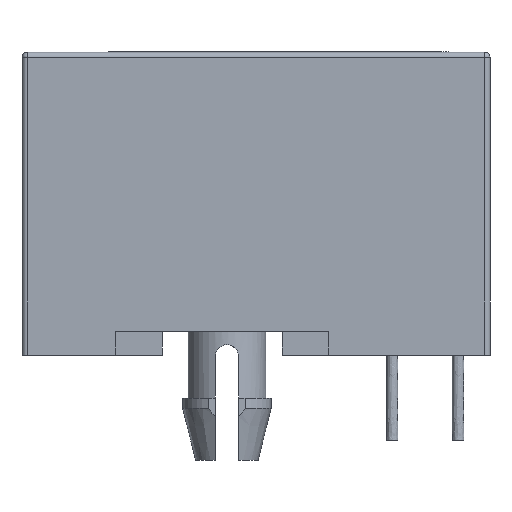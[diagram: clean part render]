
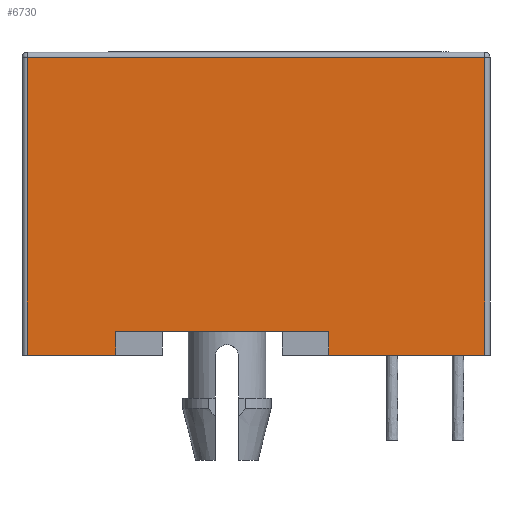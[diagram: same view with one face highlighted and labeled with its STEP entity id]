
A CAD part, front view. The second image highlights one B-rep face of the part: STEP entity #6730.
In plain terms, the highlighted face is planar.
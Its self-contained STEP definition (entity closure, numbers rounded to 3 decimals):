
#1175=ORIENTED_EDGE('',*,*,#2557,.T.);
#1176=ORIENTED_EDGE('',*,*,#2669,.F.);
#1177=ORIENTED_EDGE('',*,*,#2676,.F.);
#1178=ORIENTED_EDGE('',*,*,#2682,.T.);
#1179=ORIENTED_EDGE('',*,*,#2883,.T.);
#1180=ORIENTED_EDGE('',*,*,#2884,.F.);
#1181=ORIENTED_EDGE('',*,*,#2247,.F.);
#1182=ORIENTED_EDGE('',*,*,#2885,.T.);
#2247=EDGE_CURVE('',#3207,#3208,#3835,.T.);
#2557=EDGE_CURVE('',#3490,#3489,#4109,.T.);
#2669=EDGE_CURVE('',#3557,#3489,#4161,.T.);
#2676=EDGE_CURVE('',#3560,#3557,#4164,.T.);
#2682=EDGE_CURVE('',#3560,#3563,#4166,.T.);
#2883=EDGE_CURVE('',#3563,#3669,#4345,.T.);
#2884=EDGE_CURVE('',#3208,#3669,#4346,.T.);
#2885=EDGE_CURVE('',#3207,#3490,#4347,.T.);
#3207=VERTEX_POINT('',#9412);
#3208=VERTEX_POINT('',#9414);
#3489=VERTEX_POINT('',#10118);
#3490=VERTEX_POINT('',#10120);
#3557=VERTEX_POINT('',#10335);
#3560=VERTEX_POINT('',#10348);
#3563=VERTEX_POINT('',#10360);
#3669=VERTEX_POINT('',#10762);
#3835=LINE('',#9413,#4632);
#4109=LINE('',#10119,#4906);
#4161=LINE('',#10337,#4958);
#4164=LINE('',#10349,#4961);
#4166=LINE('',#10362,#4963);
#4345=LINE('',#10761,#5142);
#4346=LINE('',#10763,#5143);
#4347=LINE('',#10764,#5144);
#4632=VECTOR('',#7574,1000.);
#4906=VECTOR('',#8032,1000.);
#4958=VECTOR('',#8278,1000.);
#4961=VECTOR('',#8295,1000.);
#4963=VECTOR('',#8311,1000.);
#5142=VECTOR('',#8654,1000.);
#5143=VECTOR('',#8655,1000.);
#5144=VECTOR('',#8656,1000.);
#5604=EDGE_LOOP('',(#1175,#1176,#1177,#1178,#1179,#1180,#1181,#1182));
#6029=FACE_BOUND('',#5604,.T.);
#6377=PLANE('',#7309);
#6730=ADVANCED_FACE('',(#6029),#6377,.T.);
#7309=AXIS2_PLACEMENT_3D('',#10760,#8652,#8653);
#7574=DIRECTION('',(0.,-1.,0.));
#8032=DIRECTION('',(0.,1.,0.));
#8278=DIRECTION('',(0.,0.,-1.));
#8295=DIRECTION('',(0.,1.,0.));
#8311=DIRECTION('',(0.,0.,-1.));
#8652=DIRECTION('',(1.,0.,0.));
#8653=DIRECTION('',(0.,0.,-1.));
#8654=DIRECTION('',(0.,1.,0.));
#8655=DIRECTION('',(0.,0.,-1.));
#8656=DIRECTION('',(0.,0.,-1.));
#9412=CARTESIAN_POINT('',(7.575,2.8,-4.925));
#9413=CARTESIAN_POINT('',(7.575,2.8,-4.925));
#9414=CARTESIAN_POINT('',(7.575,-5.4,-4.925));
#10118=CARTESIAN_POINT('',(7.575,8.8,-5.825));
#10119=CARTESIAN_POINT('',(7.575,-9.,-5.825));
#10120=CARTESIAN_POINT('',(7.575,2.8,-5.825));
#10335=CARTESIAN_POINT('',(7.575,8.8,5.625));
#10337=CARTESIAN_POINT('',(7.575,8.8,5.825));
#10348=CARTESIAN_POINT('',(7.575,-8.8,5.625));
#10349=CARTESIAN_POINT('',(7.575,-9.,5.625));
#10360=CARTESIAN_POINT('',(7.575,-8.8,-5.825));
#10362=CARTESIAN_POINT('',(7.575,-8.8,-5.825));
#10760=CARTESIAN_POINT('',(7.575,-9.,5.825));
#10761=CARTESIAN_POINT('',(7.575,-9.,-5.825));
#10762=CARTESIAN_POINT('',(7.575,-5.4,-5.825));
#10763=CARTESIAN_POINT('',(7.575,-5.4,-4.925));
#10764=CARTESIAN_POINT('',(7.575,2.8,-4.925));
